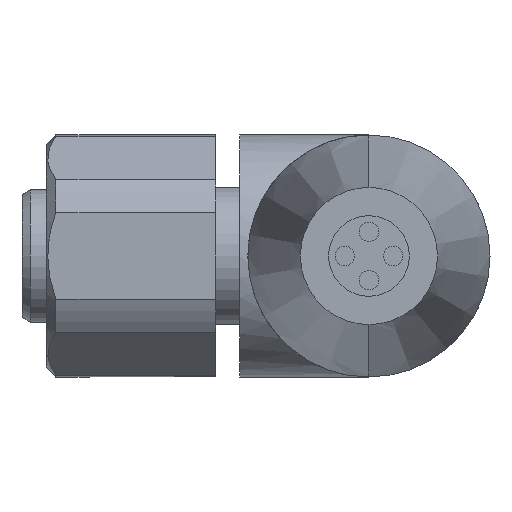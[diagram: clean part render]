
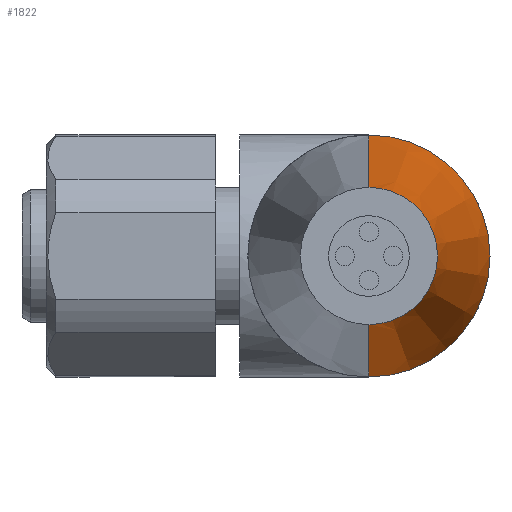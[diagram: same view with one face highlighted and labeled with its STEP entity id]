
A CAD part, left-side view. The second image highlights one B-rep face of the part: STEP entity #1822.
In plain terms, the highlighted conical face has half-angle 9.23 degrees and reference radius 4.25 mm.
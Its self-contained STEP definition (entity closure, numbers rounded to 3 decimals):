
#55 = ORIENTED_EDGE ( 'NONE', *, *, #1584, .F. ) ;
#78 = EDGE_CURVE ( 'NONE', #1673, #1278, #143, .T. ) ;
#142 = CARTESIAN_POINT ( 'NONE',  ( 319.244, 13.88, 2.434 ) ) ;
#143 = LINE ( 'NONE', #617, #1452 ) ;
#146 = CARTESIAN_POINT ( 'NONE',  ( 319.244, 13.88, -5.066 ) ) ;
#202 = DIRECTION ( 'NONE',  ( 1., 0., 0. ) ) ;
#227 = ORIENTED_EDGE ( 'NONE', *, *, #1011, .T. ) ;
#228 = CARTESIAN_POINT ( 'NONE',  ( 299.244, 13.88, -1.816 ) ) ;
#279 = CARTESIAN_POINT ( 'NONE',  ( 299.244, 13.88, 2.434 ) ) ;
#289 = DIRECTION ( 'NONE',  ( 0.987, 0., -0.16 ) ) ;
#308 = DIRECTION ( 'NONE',  ( 0.987, 0., 0.16 ) ) ;
#334 = FACE_OUTER_BOUND ( 'NONE', #392, .T. ) ;
#392 = EDGE_LOOP ( 'NONE', ( #1872, #55, #1492, #227 ) ) ;
#569 = CARTESIAN_POINT ( 'NONE',  ( 319.244, 13.88, 9.934 ) ) ;
#617 = CARTESIAN_POINT ( 'NONE',  ( 299.244, 13.88, 6.684 ) ) ;
#770 = DIRECTION ( 'NONE',  ( -1., 0., 0. ) ) ;
#924 = DIRECTION ( 'NONE',  ( 0., 0., 1. ) ) ;
#964 = AXIS2_PLACEMENT_3D ( 'NONE', #279, #1439, #924 ) ;
#1011 = EDGE_CURVE ( 'NONE', #2016, #1278, #1042, .T. ) ;
#1013 = DIRECTION ( 'NONE',  ( 0., 0., -1. ) ) ;
#1042 = CIRCLE ( 'NONE', #1563, 7.5 ) ;
#1062 = LINE ( 'NONE', #2020, #1445 ) ;
#1091 = DIRECTION ( 'NONE',  ( 0., 0., 1. ) ) ;
#1278 = VERTEX_POINT ( 'NONE', #569 ) ;
#1330 = CARTESIAN_POINT ( 'NONE',  ( 299.244, 13.88, 2.434 ) ) ;
#1439 = DIRECTION ( 'NONE',  ( -1., 0., 0. ) ) ;
#1445 = VECTOR ( 'NONE', #289, 1000. ) ;
#1452 = VECTOR ( 'NONE', #308, 1000. ) ;
#1492 = ORIENTED_EDGE ( 'NONE', *, *, #1934, .T. ) ;
#1563 = AXIS2_PLACEMENT_3D ( 'NONE', #142, #770, #1091 ) ;
#1574 = CONICAL_SURFACE ( 'NONE', #1785, 4.25, 0.161 ) ;
#1584 = EDGE_CURVE ( 'NONE', #1755, #1673, #1854, .T. ) ;
#1615 = CARTESIAN_POINT ( 'NONE',  ( 299.244, 13.88, 6.684 ) ) ;
#1673 = VERTEX_POINT ( 'NONE', #1615 ) ;
#1755 = VERTEX_POINT ( 'NONE', #228 ) ;
#1785 = AXIS2_PLACEMENT_3D ( 'NONE', #1330, #202, #1013 ) ;
#1822 = ADVANCED_FACE ( 'NONE', ( #334 ), #1574, .T. ) ;
#1854 = CIRCLE ( 'NONE', #964, 4.25 ) ;
#1872 = ORIENTED_EDGE ( 'NONE', *, *, #78, .F. ) ;
#1934 = EDGE_CURVE ( 'NONE', #1755, #2016, #1062, .T. ) ;
#2016 = VERTEX_POINT ( 'NONE', #146 ) ;
#2020 = CARTESIAN_POINT ( 'NONE',  ( 299.244, 13.88, -1.816 ) ) ;
